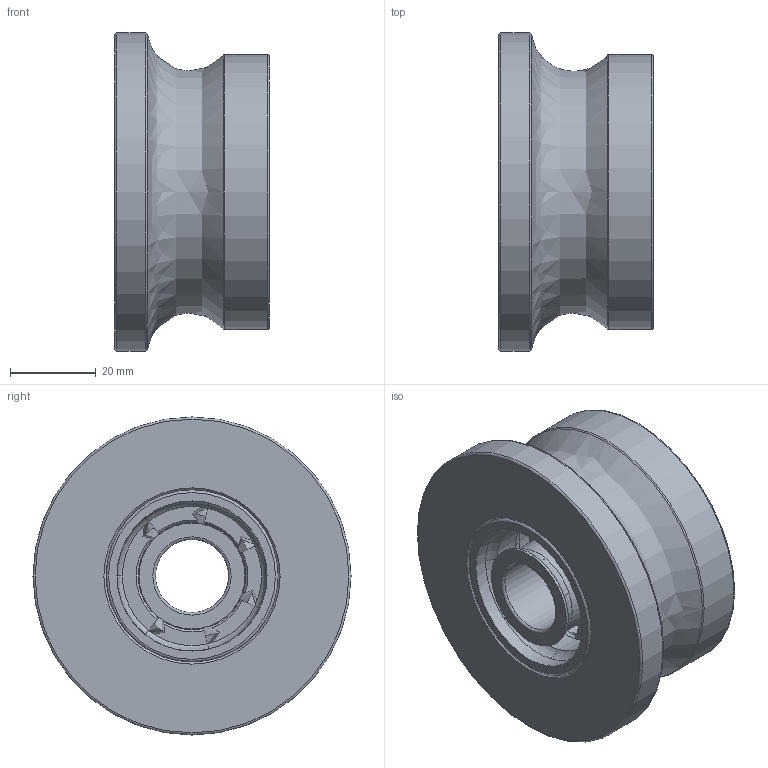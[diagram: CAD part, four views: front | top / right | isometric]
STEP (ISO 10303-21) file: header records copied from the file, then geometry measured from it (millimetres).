
FILE_DESCRIPTION((''),'2;1');
FILE_NAME('820300.ipt.stp','2010-09-05T11:43:07',(''),(''),'Autodesk Inventor 2010','Autodesk Inventor 2010','');
FILE_SCHEMA(('AUTOMOTIVE_DESIGN { 1 0 10303 214 1 1 1 1 }'));
Length unit declared in the file: millimetre
Products named in the file (1): 820300
Bounding box: 36 x 74 x 74 mm (x, y, z)
Volume: 89853.2 mm3; surface area: 35114.8 mm2
Topology: 4 solids, 4 shells, 121 faces, 324 edges, 189 vertices
Faces by surface type: torus 54, sphere 27, cylinder 20, plane 14, cone 4, bspline 2
Full cylindrical faces by diameter (mm): 17 x2, 22.06 x1, 24 x1, 24.36 x2, 24.636 x2, 25 x1, 32.364 x1, 32.64 x2, 34.94 x2, 40 x4, 64 x1, 74 x1
Entity records: 4172 total; most frequent: CARTESIAN_POINT 1355, DIRECTION 600, ORIENTED_EDGE 484, AXIS2_PLACEMENT_3D 300, EDGE_CURVE 242, EDGE_LOOP 188, CIRCLE 186, VERTEX_POINT 158
